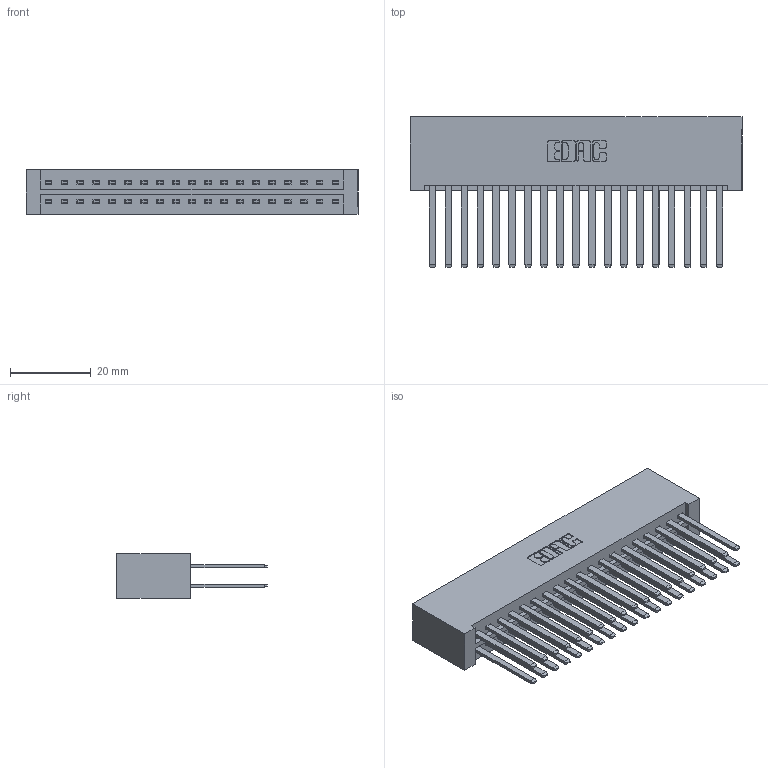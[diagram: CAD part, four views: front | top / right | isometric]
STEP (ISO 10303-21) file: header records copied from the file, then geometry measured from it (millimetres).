
FILE_DESCRIPTION (( 'STEP AP203' ), '1' );
FILE_NAME ('336-038-541-801.STEP', '2020-08-07T23:02:41', ( '' ), ( '' ), 'SwSTEP 2.0', 'SolidWorks 2020', '' );
FILE_SCHEMA (( 'CONFIG_CONTROL_DESIGN' ));
Length unit declared in the file: inch
Products named in the file (3): 336 Part_Lugless; 336-290-001_336-290-541; 336-038-541-801
Assembly tree (39 placements, depth 2):
  336-038-541-801
    336 Part_Lugless
    336-290-001_336-290-541  x38
Bounding box: 82.4 x 37.34 x 11.1 mm (x, y, z)
Volume: 13647 mm3; surface area: 17158.6 mm2
Topology: 39 solids, 39 shells, 1702 faces, 5113 edges, 3382 vertices
Faces by surface type: plane 1054, cylinder 648
Entity records: 17148 total; most frequent: CARTESIAN_POINT 2989, ORIENTED_EDGE 2826, DIRECTION 2481, EDGE_CURVE 1413, LINE 1289, VECTOR 1289, VERTEX_POINT 940, AXIS2_PLACEMENT_3D 596
